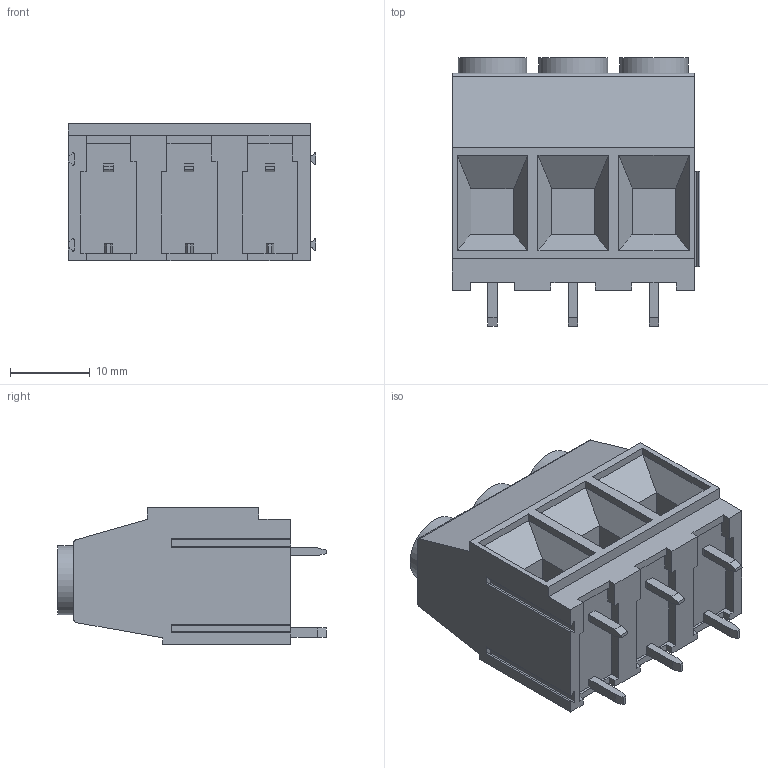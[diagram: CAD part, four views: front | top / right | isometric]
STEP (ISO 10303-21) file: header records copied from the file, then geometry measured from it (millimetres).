
FILE_DESCRIPTION( ( 'STEP AP214' ), '1' );
FILE_NAME( ' ', ' ', ( ' ' ), ( ' ' ), 'PSStep 11.0', 'VISI 17.0', ' ' );
FILE_SCHEMA( ( 'AUTOMOTIVE_DESIGN { 1 0 10303 214 1 1 1 1 }' ) );
Length unit declared in the file: millimetre
Products named in the file (1): 1
Bounding box: 31.18 x 33.8 x 17.25 mm (x, y, z)
Volume: 10343.4 mm3; surface area: 5707.8 mm2
Topology: 1 solids, 1 shells, 300 faces, 825 edges, 541 vertices
Faces by surface type: plane 252, cylinder 45, cone 3
Full cylindrical faces by diameter (mm): 7.2 x3, 7.5 x3, 8.66 x3
Entity records: 11695 total; most frequent: CARTESIAN_POINT 1643, ORIENTED_EDGE 1614, DIRECTION 1508, EDGE_CURVE 807, LINE 708, VECTOR 708, VERTEX_POINT 535, AXIS2_PLACEMENT_3D 400
